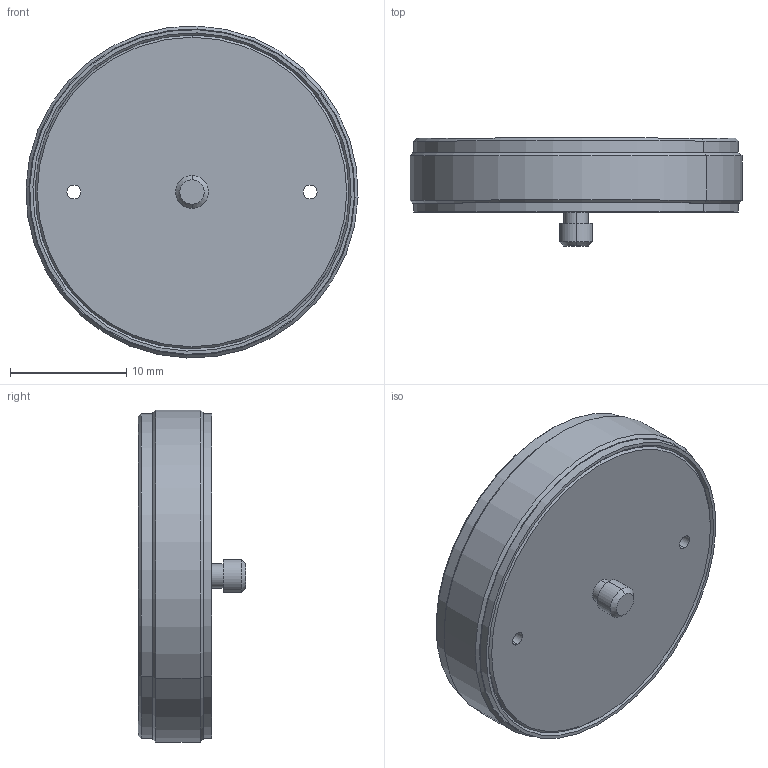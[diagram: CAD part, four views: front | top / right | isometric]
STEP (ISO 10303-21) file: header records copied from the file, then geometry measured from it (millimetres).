
FILE_DESCRIPTION (( 'STEP AP214' ), '1' );
FILE_NAME ('6646-E0W.STEP', '2014-06-20T12:13:45', ( '' ), ( '' ), 'SwSTEP 2.0', 'SolidWorks 2012', '' );
FILE_SCHEMA (( 'AUTOMOTIVE_DESIGN' ));
Length unit declared in the file: inch
Products named in the file (1): 6646-E0W
Bounding box: 28.56 x 9.27 x 28.56 mm (x, y, z)
Volume: 1350.6 mm3; surface area: 3078.8 mm2
Topology: 2 solids, 2 shells, 50 faces, 102 edges, 62 vertices
Faces by surface type: cylinder 22, cone 18, plane 10
Entity records: 2037 total; most frequent: DIRECTION 266, CARTESIAN_POINT 215, ORIENTED_EDGE 204, AXIS2_PLACEMENT_3D 113, EDGE_CURVE 102, VERTEX_POINT 62, EDGE_LOOP 62, CIRCLE 62
